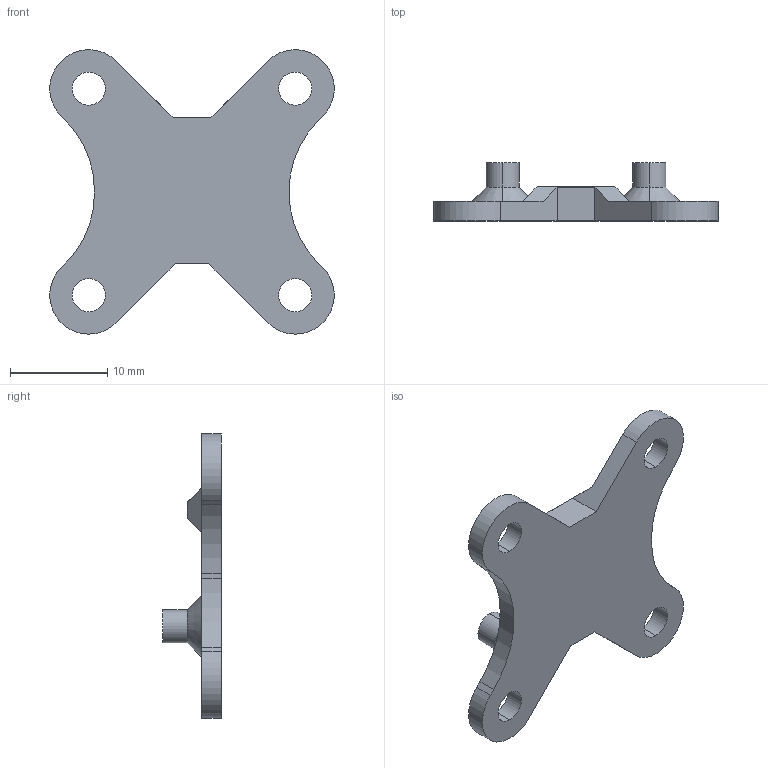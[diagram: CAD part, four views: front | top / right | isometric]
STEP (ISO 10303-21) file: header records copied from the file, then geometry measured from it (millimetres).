
FILE_DESCRIPTION (( 'STEP AP214' ), '1' );
FILE_NAME ('MPU_mount.STEP', '2025-06-21T21:14:28', ( '' ), ( '' ), 'SwSTEP 2.0', 'SolidWorks 2024', '' );
FILE_SCHEMA (( 'AUTOMOTIVE_DESIGN' ));
Length unit declared in the file: millimetre
Products named in the file (1): MPU_mount
Bounding box: 29.2 x 6 x 29.2 mm (x, y, z)
Volume: 1211.3 mm3; surface area: 1498.3 mm2
Topology: 1 solids, 1 shells, 47 faces, 125 edges, 82 vertices
Faces by surface type: cylinder 22, plane 21, cone 4
Entity records: 1514 total; most frequent: DIRECTION 269, CARTESIAN_POINT 255, ORIENTED_EDGE 250, EDGE_CURVE 125, AXIS2_PLACEMENT_3D 96, VERTEX_POINT 82, VECTOR 77, LINE 77
